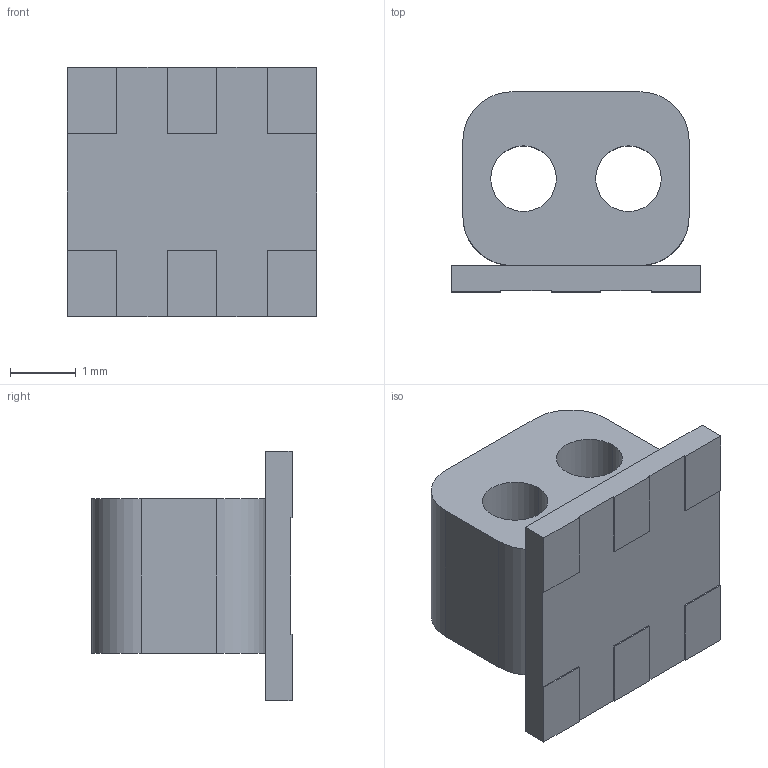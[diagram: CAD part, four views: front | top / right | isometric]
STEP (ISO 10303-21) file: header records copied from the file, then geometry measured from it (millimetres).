
FILE_DESCRIPTION (( 'STEP AP214' ), '1' );
FILE_NAME ('Coilcraft-JA4220-AL.STEP', '2019-01-10T22:52:42', ( '' ), ( '' ), 'SwSTEP 2.0', 'SolidWorks 2018', '' );
FILE_SCHEMA (( 'AUTOMOTIVE_DESIGN' ));
Length unit declared in the file: millimetre
Products named in the file (1): Coilcraft-JA4220-AL
Bounding box: 3.81 x 3.05 x 3.81 mm (x, y, z)
Volume: 22.3 mm3; surface area: 89.8 mm2
Topology: 2 solids, 2 shells, 43 faces, 112 edges, 74 vertices
Faces by surface type: plane 33, cylinder 10
Entity records: 1526 total; most frequent: CARTESIAN_POINT 230, ORIENTED_EDGE 224, DIRECTION 220, EDGE_CURVE 112, LINE 92, VECTOR 92, VERTEX_POINT 74, AXIS2_PLACEMENT_3D 64
